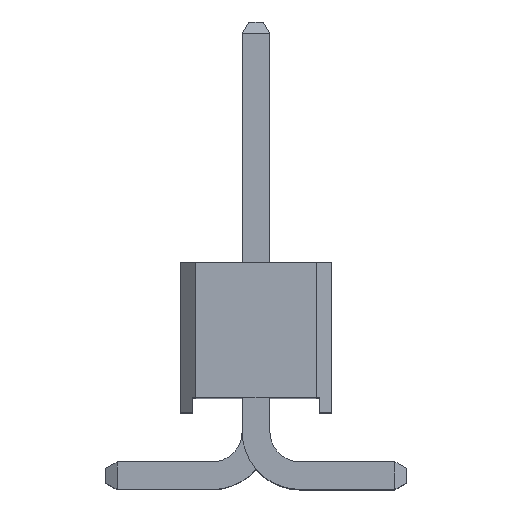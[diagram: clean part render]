
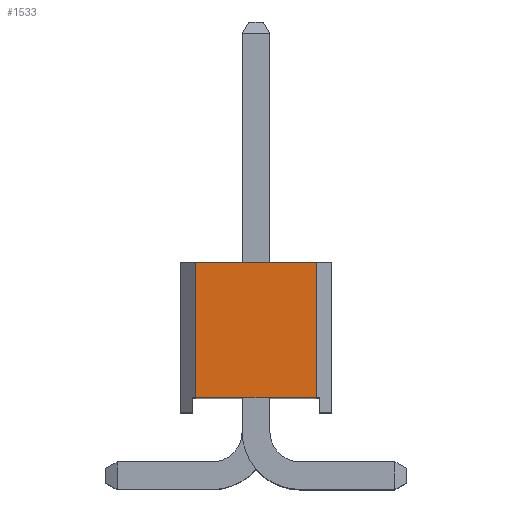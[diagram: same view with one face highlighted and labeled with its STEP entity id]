
A CAD part, top view. The second image highlights one B-rep face of the part: STEP entity #1533.
In plain terms, the highlighted planar face has unit normal (0, 0, 1).
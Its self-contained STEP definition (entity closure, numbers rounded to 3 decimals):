
#1017=VERTEX_POINT('',#2752);
#1295=EDGE_CURVE('',#1811,#1017,#3057,.T.);
#1413=EDGE_CURVE('',#2391,#1811,#3190,.T.);
#1533=ADVANCED_FACE('',(#3320),#3321,.T.);
#1811=VERTEX_POINT('',#3623);
#1829=VERTEX_POINT('',#3642);
#1941=EDGE_CURVE('',#1829,#1017,#3767,.T.);
#2391=VERTEX_POINT('',#4267);
#2491=EDGE_CURVE('',#2391,#1829,#4376,.T.);
#2752=CARTESIAN_POINT('',(1.0,2.5,5.715));
#3057=LINE('',#5162,#5163);
#3190=LINE('',#5348,#5349);
#3320=FACE_OUTER_BOUND('',#5549,.T.);
#3321=PLANE('',#5550);
#3623=CARTESIAN_POINT('',(-1.0,2.5,5.715));
#3642=CARTESIAN_POINT('',(1.0,0.25,5.715));
#3767=LINE('',#6164,#6165);
#4267=CARTESIAN_POINT('',(-1.0,0.25,5.715));
#4376=LINE('',#7039,#7040);
#5162=CARTESIAN_POINT('',(-1.0,2.5,5.715));
#5163=VECTOR('',#7619,2.0);
#5348=CARTESIAN_POINT('',(-1.0,0.25,5.715));
#5349=VECTOR('',#7774,2.25);
#5549=EDGE_LOOP('',(#7901,#7902,#7903,#7904));
#5550=AXIS2_PLACEMENT_3D('',#7905,#7906,#7907);
#6164=CARTESIAN_POINT('',(1.0,0.25,5.715));
#6165=VECTOR('',#8318,2.25);
#7039=CARTESIAN_POINT('',(-1.0,0.25,5.715));
#7040=VECTOR('',#8990,2.0);
#7619=DIRECTION('',(1.0,0.0,0.0));
#7774=DIRECTION('',(0.0,1.0,0.0));
#7901=ORIENTED_EDGE('',*,*,#1941,.T.);
#7902=ORIENTED_EDGE('',*,*,#1295,.F.);
#7903=ORIENTED_EDGE('',*,*,#1413,.F.);
#7904=ORIENTED_EDGE('',*,*,#2491,.T.);
#7905=CARTESIAN_POINT('',(-1.0,0.0,5.715));
#7906=DIRECTION('',(0.0,0.0,1.0));
#7907=DIRECTION('',(1.0,-0.0,0.0));
#8318=DIRECTION('',(0.0,1.0,0.0));
#8990=DIRECTION('',(1.0,0.0,0.0));
